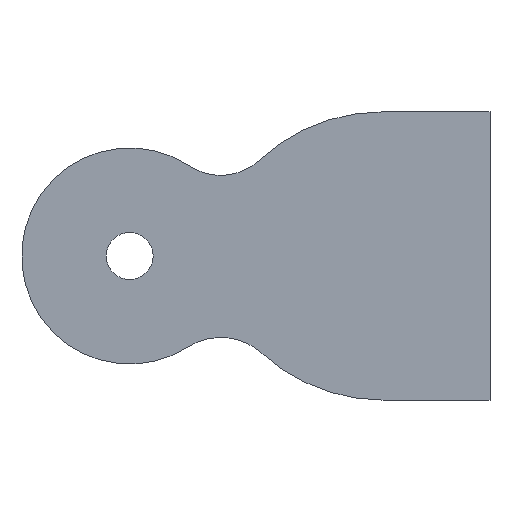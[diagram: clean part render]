
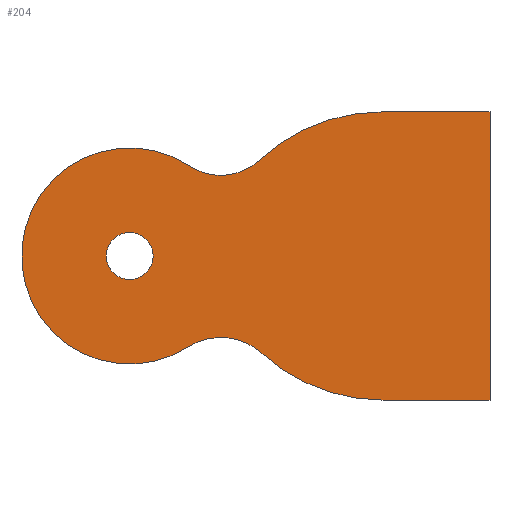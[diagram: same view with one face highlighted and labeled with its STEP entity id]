
A CAD part, left-side view. The second image highlights one B-rep face of the part: STEP entity #204.
In plain terms, the highlighted planar face has unit normal (-1, 0, 0).
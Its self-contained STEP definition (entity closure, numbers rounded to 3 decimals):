
#1=CARTESIAN_POINT('',(0.,0.,0.));
#2=DIRECTION('',(-1.,0.,0.));
#3=DIRECTION('',(0.,0.,-1.));
#4=AXIS2_PLACEMENT_3D('',#1,#2,#3);
#6=CARTESIAN_POINT('',(0.,0.,0.));
#7=DIRECTION('',(-1.,0.,0.));
#8=DIRECTION('',(0.,0.,1.));
#9=AXIS2_PLACEMENT_3D('',#6,#7,#8);
#11=DIRECTION('',(0.,1.,0.));
#12=VECTOR('',#11,29.693);
#13=CARTESIAN_POINT('',(0.,-100.,-40.));
#14=LINE('',#13,#12);
#15=CARTESIAN_POINT('',(0.,-70.307,10.));
#16=DIRECTION('',(1.,0.,0.));
#17=DIRECTION('',(0.,0.,-1.));
#18=AXIS2_PLACEMENT_3D('',#15,#16,#17);
#20=CARTESIAN_POINT('',(0.,-25.273,-39.635));
#21=DIRECTION('',(-1.,0.,0.));
#22=DIRECTION('',(0.,-0.672,0.741));
#23=AXIS2_PLACEMENT_3D('',#20,#21,#22);
#25=CARTESIAN_POINT('',(0.,0.,0.));
#26=DIRECTION('',(1.,0.,0.));
#27=DIRECTION('',(0.,-0.553,-0.833));
#28=AXIS2_PLACEMENT_3D('',#25,#26,#27);
#30=CARTESIAN_POINT('',(0.,-25.273,38.1));
#31=DIRECTION('',(-1.,0.,0.));
#32=DIRECTION('',(0.,0.553,-0.833));
#33=AXIS2_PLACEMENT_3D('',#30,#31,#32);
#35=CARTESIAN_POINT('',(0.,-70.056,-10.));
#36=DIRECTION('',(1.,0.,0.));
#37=DIRECTION('',(0.,0.681,0.732));
#38=AXIS2_PLACEMENT_3D('',#35,#36,#37);
#40=DIRECTION('',(0.,-1.,0.));
#41=VECTOR('',#40,29.944);
#42=CARTESIAN_POINT('',(0.,-70.056,40.));
#43=LINE('',#42,#41);
#44=DIRECTION('',(0.,0.,-1.));
#45=VECTOR('',#44,80.);
#46=CARTESIAN_POINT('',(0.,-100.,40.));
#47=LINE('',#46,#45);
#135=CARTESIAN_POINT('',(0.,0.,-6.5));
#136=CARTESIAN_POINT('',(0.,0.,6.5));
#137=VERTEX_POINT('',#135);
#138=VERTEX_POINT('',#136);
#139=CARTESIAN_POINT('',(0.,-100.,-40.));
#140=CARTESIAN_POINT('',(0.,-70.307,-40.));
#141=VERTEX_POINT('',#139);
#142=VERTEX_POINT('',#140);
#143=CARTESIAN_POINT('',(0.,-36.709,-27.03));
#144=VERTEX_POINT('',#143);
#145=CARTESIAN_POINT('',(0.,-16.583,-25.));
#146=VERTEX_POINT('',#145);
#147=CARTESIAN_POINT('',(0.,-16.583,25.));
#148=VERTEX_POINT('',#147);
#149=CARTESIAN_POINT('',(0.,-35.985,26.595));
#150=VERTEX_POINT('',#149);
#151=CARTESIAN_POINT('',(0.,-70.056,40.));
#152=VERTEX_POINT('',#151);
#153=CARTESIAN_POINT('',(0.,-100.,40.));
#154=VERTEX_POINT('',#153);
#175=CARTESIAN_POINT('',(0.,0.,0.));
#176=DIRECTION('',(1.,0.,0.));
#177=DIRECTION('',(0.,0.,-1.));
#178=AXIS2_PLACEMENT_3D('',#175,#176,#177);
#179=PLANE('',#178);
#181=ORIENTED_EDGE('',*,*,#180,.T.);
#183=ORIENTED_EDGE('',*,*,#182,.T.);
#185=ORIENTED_EDGE('',*,*,#184,.T.);
#187=ORIENTED_EDGE('',*,*,#186,.T.);
#189=ORIENTED_EDGE('',*,*,#188,.T.);
#191=ORIENTED_EDGE('',*,*,#190,.T.);
#193=ORIENTED_EDGE('',*,*,#192,.T.);
#195=ORIENTED_EDGE('',*,*,#194,.T.);
#196=EDGE_LOOP('',(#181,#183,#185,#187,#189,#191,#193,#195));
#197=FACE_OUTER_BOUND('',#196,.F.);
#199=ORIENTED_EDGE('',*,*,#198,.T.);
#201=ORIENTED_EDGE('',*,*,#200,.T.);
#202=EDGE_LOOP('',(#199,#201));
#203=FACE_BOUND('',#202,.F.);
#204=ADVANCED_FACE('',(#197,#203),#179,.F.);
#5=CIRCLE('',#4,6.5);
#10=CIRCLE('',#9,6.5);
#19=CIRCLE('',#18,50.);
#24=CIRCLE('',#23,17.02);
#29=CIRCLE('',#28,30.);
#34=CIRCLE('',#33,15.72);
#39=CIRCLE('',#38,50.);
#180=EDGE_CURVE('',#141,#142,#14,.T.);
#182=EDGE_CURVE('',#142,#144,#19,.T.);
#184=EDGE_CURVE('',#144,#146,#24,.T.);
#186=EDGE_CURVE('',#146,#148,#29,.T.);
#188=EDGE_CURVE('',#148,#150,#34,.T.);
#190=EDGE_CURVE('',#150,#152,#39,.T.);
#192=EDGE_CURVE('',#152,#154,#43,.T.);
#194=EDGE_CURVE('',#154,#141,#47,.T.);
#198=EDGE_CURVE('',#137,#138,#5,.T.);
#200=EDGE_CURVE('',#138,#137,#10,.T.);
